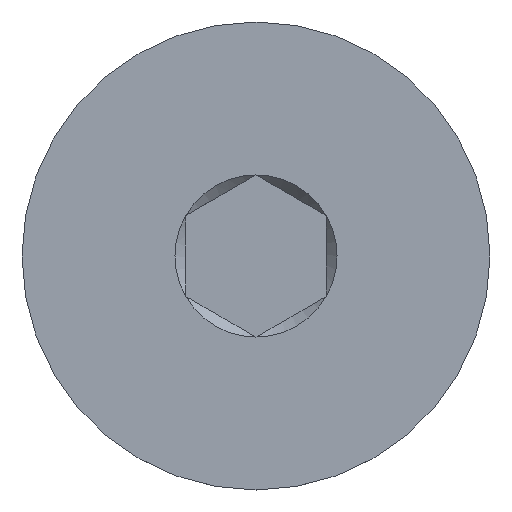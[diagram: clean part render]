
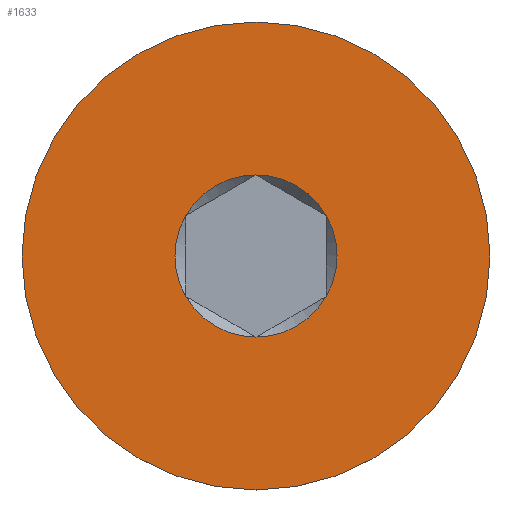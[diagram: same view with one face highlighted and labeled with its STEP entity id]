
A CAD part, top view. The second image highlights one B-rep face of the part: STEP entity #1633.
In plain terms, the highlighted planar face has unit normal (0, 0, 1).
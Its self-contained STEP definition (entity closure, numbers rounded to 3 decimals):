
#17=FACE_BOUND('',#280,.T.);
#18=PLANE('',#1756);
#188=FACE_OUTER_BOUND('',#279,.T.);
#279=EDGE_LOOP('',(#1283,#1284));
#280=EDGE_LOOP('',(#1285,#1286,#1287,#1288,#1289,#1290));
#304=CIRCLE('',#1748,1.732);
#305=CIRCLE('',#1750,5.);
#306=CIRCLE('',#1751,5.);
#310=CIRCLE('',#1757,1.732);
#311=CIRCLE('',#1758,1.732);
#312=CIRCLE('',#1759,1.732);
#313=CIRCLE('',#1760,1.732);
#314=CIRCLE('',#1761,1.732);
#703=VERTEX_POINT('',#10436);
#704=VERTEX_POINT('',#10437);
#705=VERTEX_POINT('',#10443);
#706=VERTEX_POINT('',#10444);
#712=VERTEX_POINT('',#10501);
#713=VERTEX_POINT('',#10503);
#714=VERTEX_POINT('',#10505);
#715=VERTEX_POINT('',#10507);
#941=EDGE_CURVE('',#703,#704,#304,.T.);
#942=EDGE_CURVE('',#705,#706,#305,.T.);
#943=EDGE_CURVE('',#706,#705,#306,.T.);
#952=EDGE_CURVE('',#704,#712,#310,.T.);
#953=EDGE_CURVE('',#712,#713,#311,.T.);
#954=EDGE_CURVE('',#713,#714,#312,.T.);
#955=EDGE_CURVE('',#714,#715,#313,.T.);
#956=EDGE_CURVE('',#715,#703,#314,.T.);
#1283=ORIENTED_EDGE('',*,*,#942,.T.);
#1284=ORIENTED_EDGE('',*,*,#943,.T.);
#1285=ORIENTED_EDGE('',*,*,#952,.T.);
#1286=ORIENTED_EDGE('',*,*,#953,.T.);
#1287=ORIENTED_EDGE('',*,*,#954,.T.);
#1288=ORIENTED_EDGE('',*,*,#955,.T.);
#1289=ORIENTED_EDGE('',*,*,#956,.T.);
#1290=ORIENTED_EDGE('',*,*,#941,.T.);
#1633=ADVANCED_FACE('',(#188,#17),#18,.F.);
#1748=AXIS2_PLACEMENT_3D('',#10441,#2003,#2004);
#1750=AXIS2_PLACEMENT_3D('',#10445,#2007,#2008);
#1751=AXIS2_PLACEMENT_3D('',#10446,#2009,#2010);
#1756=AXIS2_PLACEMENT_3D('',#10500,#2021,#2022);
#1757=AXIS2_PLACEMENT_3D('',#10502,#2023,#2024);
#1758=AXIS2_PLACEMENT_3D('',#10504,#2025,#2026);
#1759=AXIS2_PLACEMENT_3D('',#10506,#2027,#2028);
#1760=AXIS2_PLACEMENT_3D('',#10508,#2029,#2030);
#1761=AXIS2_PLACEMENT_3D('',#10509,#2031,#2032);
#2003=DIRECTION('center_axis',(0.,0.,-1.));
#2004=DIRECTION('ref_axis',(-1.,0.,0.));
#2007=DIRECTION('center_axis',(0.,0.,1.));
#2008=DIRECTION('ref_axis',(0.,-1.,0.));
#2009=DIRECTION('center_axis',(0.,0.,1.));
#2010=DIRECTION('ref_axis',(0.,-1.,0.));
#2021=DIRECTION('center_axis',(0.,0.,-1.));
#2022=DIRECTION('ref_axis',(0.,1.,0.));
#2023=DIRECTION('center_axis',(0.,0.,-1.));
#2024=DIRECTION('ref_axis',(-1.,0.,0.));
#2025=DIRECTION('center_axis',(0.,0.,-1.));
#2026=DIRECTION('ref_axis',(-1.,0.,0.));
#2027=DIRECTION('center_axis',(0.,0.,-1.));
#2028=DIRECTION('ref_axis',(-1.,0.,0.));
#2029=DIRECTION('center_axis',(0.,0.,-1.));
#2030=DIRECTION('ref_axis',(-1.,0.,0.));
#2031=DIRECTION('center_axis',(0.,0.,-1.));
#2032=DIRECTION('ref_axis',(-1.,0.,0.));
#10436=CARTESIAN_POINT('',(-1.5,-0.866,15.));
#10437=CARTESIAN_POINT('',(-1.5,0.866,15.));
#10441=CARTESIAN_POINT('Origin',(0.,0.,15.));
#10443=CARTESIAN_POINT('',(0.,-5.,15.));
#10444=CARTESIAN_POINT('',(0.,5.,15.));
#10445=CARTESIAN_POINT('Origin',(0.,0.,15.));
#10446=CARTESIAN_POINT('Origin',(0.,0.,15.));
#10500=CARTESIAN_POINT('Origin',(0.,0.,
15.));
#10501=CARTESIAN_POINT('',(0.,1.732,15.));
#10502=CARTESIAN_POINT('Origin',(0.,0.,15.));
#10503=CARTESIAN_POINT('',(1.5,0.866,15.));
#10504=CARTESIAN_POINT('Origin',(0.,0.,15.));
#10505=CARTESIAN_POINT('',(1.5,-0.866,15.));
#10506=CARTESIAN_POINT('Origin',(0.,0.,15.));
#10507=CARTESIAN_POINT('',(0.,-1.732,15.));
#10508=CARTESIAN_POINT('Origin',(0.,0.,15.));
#10509=CARTESIAN_POINT('Origin',(0.,0.,15.));
